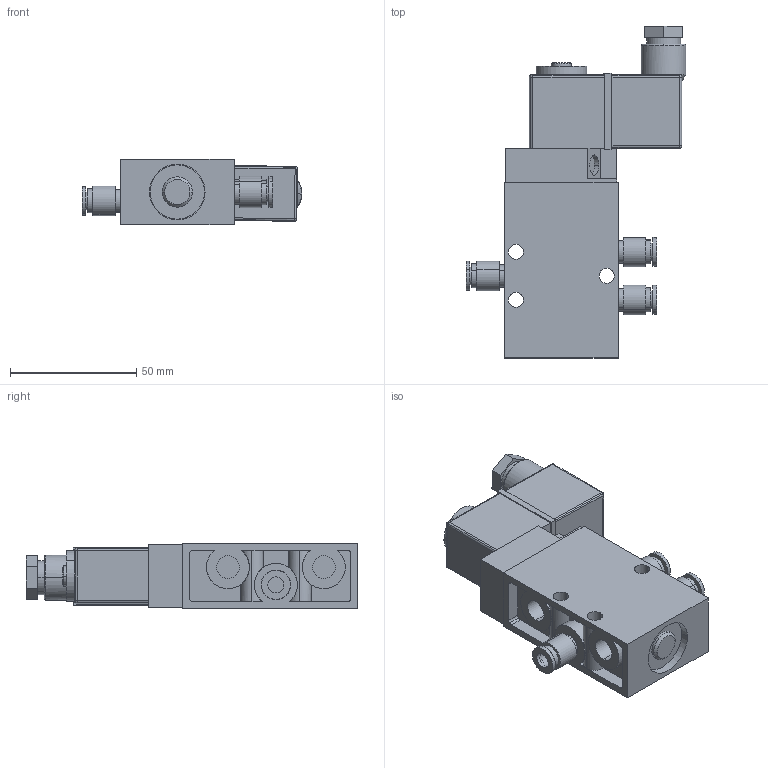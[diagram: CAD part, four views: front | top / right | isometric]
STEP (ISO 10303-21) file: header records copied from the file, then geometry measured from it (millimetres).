
FILE_DESCRIPTION((''),'2;1');
FILE_NAME('Festo Valve Assembly.stp','2003-01-19T15:42:42',('t8558es'),(''),'Autodesk Inventor (tm) 5.0','Autodesk Inventor (tm) 5.0','');
FILE_SCHEMA(('CONFIG_CONTROL_DESIGN'));
Length unit declared in the file: inch
Products named in the file (5): Festo Valve Assembly; Festo Valve; Festo Solenoid; Festo Solenoid Nut; Festo Port Fitting
Assembly tree (6 placements, depth 2):
  Festo Valve Assembly
    Festo Valve
    Festo Solenoid
    Festo Solenoid Nut
    Festo Port Fitting  x3
Bounding box: 87.12 x 131.5 x 26 mm (x, y, z)
Volume: 127389 mm3; surface area: 34422.4 mm2
Topology: 6 solids, 6 shells, 263 faces, 620 edges, 396 vertices
Faces by surface type: cylinder 128, plane 105, bspline 16, cone 6, sphere 6, torus 2
Entity records: 7681 total; most frequent: CARTESIAN_POINT 1537, DIRECTION 1225, ORIENTED_EDGE 1080, EDGE_CURVE 540, AXIS2_PLACEMENT_3D 473, VERTEX_POINT 348, VECTOR 279, LINE 279
